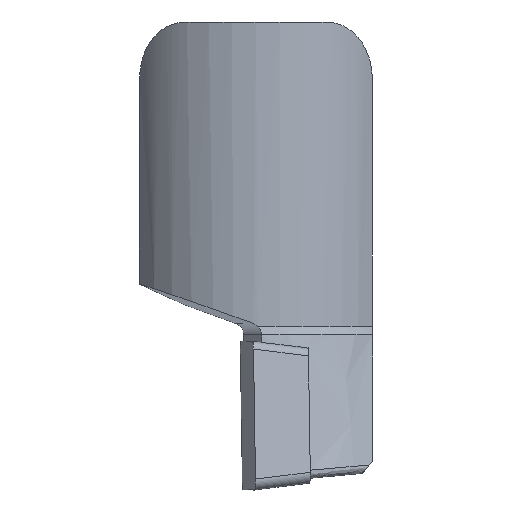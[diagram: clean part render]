
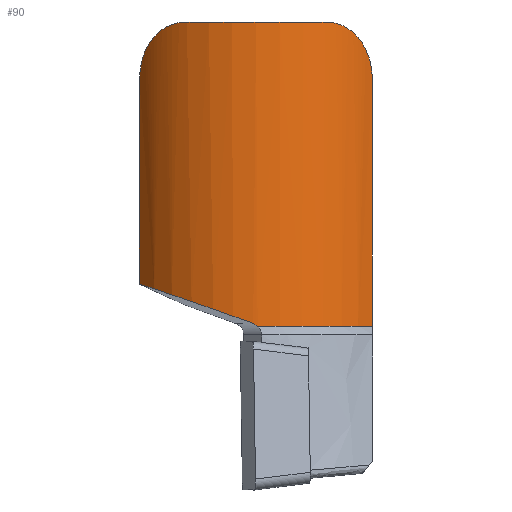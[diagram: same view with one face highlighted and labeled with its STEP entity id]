
A CAD part, left-side view. The second image highlights one B-rep face of the part: STEP entity #90.
In plain terms, the highlighted cylindrical face has radius 6 mm (diameter 12 mm), a partial arc.
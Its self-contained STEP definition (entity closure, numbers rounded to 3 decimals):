
#48=CYLINDRICAL_SURFACE('',#949,6.);
#60=ELLIPSE('',#947,6.385,6.);
#72=CIRCLE('',#944,6.);
#73=CIRCLE('',#948,6.);
#90=ADVANCED_FACE('',(#173),#48,.T.);
#173=FACE_OUTER_BOUND('',#221,.T.);
#221=EDGE_LOOP('',(#502,#503,#504,#505,#506,#507,#508,#509));
#278=LINE('',#1438,#364);
#285=LINE('',#1719,#371);
#364=VECTOR('',#1040,1.);
#371=VECTOR('',#1061,1.);
#502=ORIENTED_EDGE('',*,*,#807,.F.);
#503=ORIENTED_EDGE('',*,*,#810,.T.);
#504=ORIENTED_EDGE('',*,*,#811,.F.);
#505=ORIENTED_EDGE('',*,*,#812,.T.);
#506=ORIENTED_EDGE('',*,*,#813,.T.);
#507=ORIENTED_EDGE('',*,*,#814,.F.);
#508=ORIENTED_EDGE('',*,*,#795,.T.);
#509=ORIENTED_EDGE('',*,*,#809,.T.);
#703=VERTEX_POINT('',#1426);
#708=VERTEX_POINT('',#1437);
#713=VERTEX_POINT('',#1680);
#714=VERTEX_POINT('',#1682);
#715=VERTEX_POINT('',#1718);
#716=VERTEX_POINT('',#1720);
#717=VERTEX_POINT('',#1722);
#718=VERTEX_POINT('',#1728);
#795=EDGE_CURVE('',#703,#708,#278,.T.);
#807=EDGE_CURVE('',#713,#714,#72,.T.);
#809=EDGE_CURVE('',#708,#714,#900,.T.);
#810=EDGE_CURVE('',#713,#715,#901,.T.);
#811=EDGE_CURVE('',#716,#715,#285,.T.);
#812=EDGE_CURVE('',#716,#717,#60,.T.);
#813=EDGE_CURVE('',#717,#718,#902,.T.);
#814=EDGE_CURVE('',#703,#718,#73,.T.);
#900=B_SPLINE_CURVE_WITH_KNOTS('',3,(#1685,#1686,#1687,#1688,#1689,#1690,
#1691,#1692,#1693,#1694,#1695,#1696,#1697,#1698,#1699,#1700),
 .UNSPECIFIED.,.F.,.F.,(4,3,3,3,3,4),(0.,0.179,0.357,
0.556,0.79,1.),.UNSPECIFIED.);
#901=B_SPLINE_CURVE_WITH_KNOTS('',3,(#1702,#1703,#1704,#1705,#1706,#1707,
#1708,#1709,#1710,#1711,#1712,#1713,#1714,#1715,#1716,#1717),
 .UNSPECIFIED.,.F.,.F.,(4,3,3,3,3,4),(0.,0.212,0.422,
0.651,0.844,1.),.UNSPECIFIED.);
#902=B_SPLINE_CURVE_WITH_KNOTS('',3,(#1723,#1724,#1725,#1726,#1727),
 .UNSPECIFIED.,.F.,.F.,(4,1,4),(0.,0.5,1.),.UNSPECIFIED.);
#944=AXIS2_PLACEMENT_3D('',#1681,#1054,#1055);
#947=AXIS2_PLACEMENT_3D('',#1721,#1062,#1063);
#948=AXIS2_PLACEMENT_3D('',#1729,#1064,#1065);
#949=AXIS2_PLACEMENT_3D('',#1730,#1066,#1067);
#1040=DIRECTION('',(0.,0.,1.));
#1054=DIRECTION('',(0.,0.,1.));
#1055=DIRECTION('',(-0.872,0.489,0.));
#1061=DIRECTION('',(0.,0.,1.));
#1062=DIRECTION('',(0.03,-0.341,0.94));
#1063=DIRECTION('',(-0.082,0.936,0.342));
#1064=DIRECTION('',(0.,0.,-1.));
#1065=DIRECTION('',(-0.555,-0.832,0.));
#1066=DIRECTION('',(0.,0.,1.));
#1067=DIRECTION('',(1.,0.,0.));
#1426=CARTESIAN_POINT('',(-1.829,-4.967,-3.));
#1437=CARTESIAN_POINT('',(-1.829,-4.967,7.5));
#1438=CARTESIAN_POINT('',(-1.829,-4.967,-3.));
#1680=CARTESIAN_POINT('',(-3.735,2.957,10.));
#1681=CARTESIAN_POINT('',(1.5,0.025,10.));
#1682=CARTESIAN_POINT('',(-3.711,-2.949,10.));
#1685=CARTESIAN_POINT('',(-1.829,-4.967,7.5));
#1686=CARTESIAN_POINT('',(-1.829,-4.967,7.745));
#1687=CARTESIAN_POINT('',(-1.87,-4.94,7.993));
#1688=CARTESIAN_POINT('',(-1.94,-4.891,8.222));
#1689=CARTESIAN_POINT('',(-2.011,-4.841,8.45));
#1690=CARTESIAN_POINT('',(-2.112,-4.768,8.665));
#1691=CARTESIAN_POINT('',(-2.229,-4.675,8.857));
#1692=CARTESIAN_POINT('',(-2.36,-4.572,9.072));
#1693=CARTESIAN_POINT('',(-2.513,-4.441,9.264));
#1694=CARTESIAN_POINT('',(-2.67,-4.289,9.425));
#1695=CARTESIAN_POINT('',(-2.855,-4.11,9.613));
#1696=CARTESIAN_POINT('',(-3.052,-3.895,9.763));
#1697=CARTESIAN_POINT('',(-3.238,-3.656,9.862));
#1698=CARTESIAN_POINT('',(-3.406,-3.441,9.951));
#1699=CARTESIAN_POINT('',(-3.569,-3.199,10.));
#1700=CARTESIAN_POINT('',(-3.711,-2.949,10.));
#1702=CARTESIAN_POINT('',(-3.735,2.957,10.));
#1703=CARTESIAN_POINT('',(-3.594,3.208,10.));
#1704=CARTESIAN_POINT('',(-3.432,3.452,9.951));
#1705=CARTESIAN_POINT('',(-3.266,3.67,9.861));
#1706=CARTESIAN_POINT('',(-3.1,3.886,9.771));
#1707=CARTESIAN_POINT('',(-2.926,4.083,9.639));
#1708=CARTESIAN_POINT('',(-2.76,4.251,9.476));
#1709=CARTESIAN_POINT('',(-2.579,4.433,9.298));
#1710=CARTESIAN_POINT('',(-2.403,4.586,9.078));
#1711=CARTESIAN_POINT('',(-2.257,4.703,8.829));
#1712=CARTESIAN_POINT('',(-2.134,4.802,8.619));
#1713=CARTESIAN_POINT('',(-2.03,4.878,8.382));
#1714=CARTESIAN_POINT('',(-1.963,4.925,8.132));
#1715=CARTESIAN_POINT('',(-1.909,4.963,7.929));
#1716=CARTESIAN_POINT('',(-1.879,4.983,7.713));
#1717=CARTESIAN_POINT('',(-1.879,4.983,7.5));
#1718=CARTESIAN_POINT('',(-1.879,4.983,7.5));
#1719=CARTESIAN_POINT('',(-1.879,4.983,-1.201));
#1720=CARTESIAN_POINT('',(-1.879,4.983,-1.201));
#1721=CARTESIAN_POINT('',(1.5,0.025,-3.106));
#1722=CARTESIAN_POINT('',(-4.499,0.123,-2.88));
#1723=CARTESIAN_POINT('',(-4.499,0.123,-2.88));
#1724=CARTESIAN_POINT('',(-4.5,0.087,-2.893));
#1725=CARTESIAN_POINT('',(-4.5,0.02,-2.926));
#1726=CARTESIAN_POINT('',(-4.5,-0.038,-2.973));
#1727=CARTESIAN_POINT('',(-4.499,-0.064,-3.));
#1728=CARTESIAN_POINT('',(-4.499,-0.064,-3.));
#1729=CARTESIAN_POINT('',(1.5,0.025,-3.));
#1730=CARTESIAN_POINT('',(1.5,0.025,-10.375));
